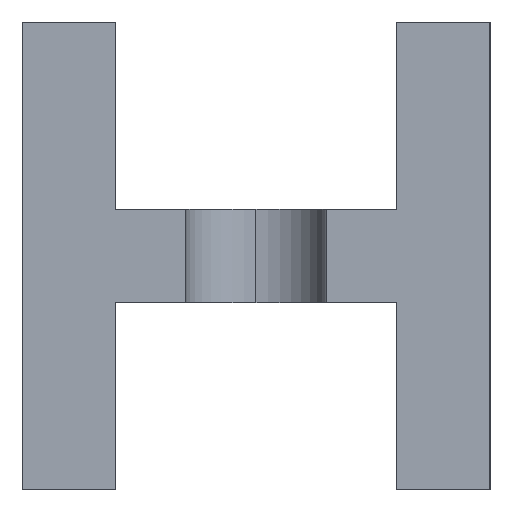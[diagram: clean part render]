
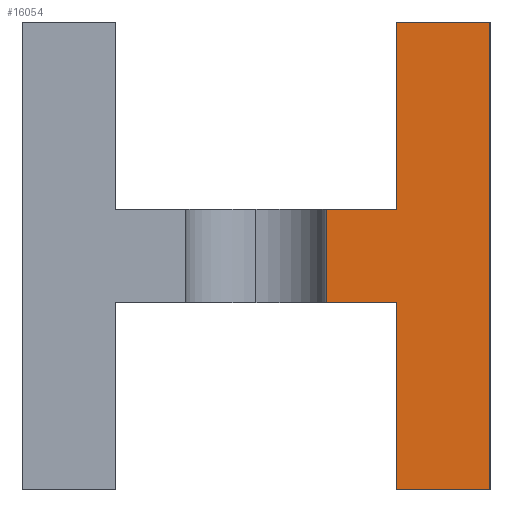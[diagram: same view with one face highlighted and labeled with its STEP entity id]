
A CAD part, left-side view. The second image highlights one B-rep face of the part: STEP entity #16054.
In plain terms, the highlighted planar face has unit normal (-1, 0, 0).
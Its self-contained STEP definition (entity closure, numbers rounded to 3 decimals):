
#422 = LINE ( 'NONE', #21686, #9684 ) ;
#600 = LINE ( 'NONE', #5039, #9875 ) ;
#1337 = CARTESIAN_POINT ( 'NONE',  ( 0., 3.5, 4. ) ) ;
#1769 = DIRECTION ( 'NONE',  ( 0., 0., -1. ) ) ;
#1772 = CARTESIAN_POINT ( 'NONE',  ( 0., 2., 0. ) ) ;
#2007 = DIRECTION ( 'NONE',  ( 0., 1., 0. ) ) ;
#3254 = VECTOR ( 'NONE', #1769, 1000. ) ;
#3321 = CARTESIAN_POINT ( 'NONE',  ( 0., 2., 0. ) ) ;
#3545 = CARTESIAN_POINT ( 'NONE',  ( 0., 2., 6. ) ) ;
#3932 = CARTESIAN_POINT ( 'NONE',  ( 0., 0., 0. ) ) ;
#4364 = DIRECTION ( 'NONE',  ( 0., 0., 1. ) ) ;
#4383 = DIRECTION ( 'NONE',  ( -1., 0., 0. ) ) ;
#4414 = PLANE ( 'NONE',  #20400 ) ;
#4534 = CARTESIAN_POINT ( 'NONE',  ( 0., 0., 0. ) ) ;
#4866 = LINE ( 'NONE', #18300, #13726 ) ;
#4892 = ORIENTED_EDGE ( 'NONE', *, *, #20843, .F. ) ;
#5039 = CARTESIAN_POINT ( 'NONE',  ( 0., 2., 10. ) ) ;
#5306 = DIRECTION ( 'NONE',  ( 0., 0., 1. ) ) ;
#5570 = CARTESIAN_POINT ( 'NONE',  ( 0., 3.5, 6. ) ) ;
#5909 = EDGE_CURVE ( 'NONE', #9314, #22425, #8044, .T. ) ;
#6369 = VERTEX_POINT ( 'NONE', #9061 ) ;
#6463 = VECTOR ( 'NONE', #2007, 1000. ) ;
#6967 = EDGE_LOOP ( 'NONE', ( #9912, #4892, #23555, #18729, #8136, #22416, #12552, #15789 ) ) ;
#7640 = EDGE_CURVE ( 'NONE', #17165, #17949, #17076, .T. ) ;
#7953 = EDGE_CURVE ( 'NONE', #19861, #9314, #9362, .T. ) ;
#8044 = LINE ( 'NONE', #22153, #16272 ) ;
#8136 = ORIENTED_EDGE ( 'NONE', *, *, #24018, .F. ) ;
#8239 = LINE ( 'NONE', #11060, #3254 ) ;
#8874 = CARTESIAN_POINT ( 'NONE',  ( 0., 2., 4. ) ) ;
#9061 = CARTESIAN_POINT ( 'NONE',  ( 0., 0., 10. ) ) ;
#9177 = VERTEX_POINT ( 'NONE', #8874 ) ;
#9314 = VERTEX_POINT ( 'NONE', #5570 ) ;
#9362 = LINE ( 'NONE', #1337, #23609 ) ;
#9684 = VECTOR ( 'NONE', #18006, 1000. ) ;
#9875 = VECTOR ( 'NONE', #5306, 1000. ) ;
#9912 = ORIENTED_EDGE ( 'NONE', *, *, #7953, .F. ) ;
#10836 = DIRECTION ( 'NONE',  ( 0., 1., 0. ) ) ;
#11060 = CARTESIAN_POINT ( 'NONE',  ( 0., 0., 0. ) ) ;
#11184 = LINE ( 'NONE', #23857, #16176 ) ;
#11550 = EDGE_CURVE ( 'NONE', #18132, #6369, #11184, .T. ) ;
#12552 = ORIENTED_EDGE ( 'NONE', *, *, #13796, .F. ) ;
#13366 = CARTESIAN_POINT ( 'NONE',  ( 0., 2., 10. ) ) ;
#13726 = VECTOR ( 'NONE', #10836, 1000. ) ;
#13796 = EDGE_CURVE ( 'NONE', #22425, #18132, #600, .T. ) ;
#13858 = CARTESIAN_POINT ( 'NONE',  ( 0., 3.5, 4. ) ) ;
#15789 = ORIENTED_EDGE ( 'NONE', *, *, #5909, .F. ) ;
#16054 = ADVANCED_FACE ( 'NONE', ( #20275 ), #4414, .T. ) ;
#16176 = VECTOR ( 'NONE', #23942, 1000. ) ;
#16272 = VECTOR ( 'NONE', #21982, 1000. ) ;
#16845 = EDGE_CURVE ( 'NONE', #17949, #9177, #422, .T. ) ;
#17076 = LINE ( 'NONE', #1772, #6463 ) ;
#17165 = VERTEX_POINT ( 'NONE', #3932 ) ;
#17949 = VERTEX_POINT ( 'NONE', #3321 ) ;
#18006 = DIRECTION ( 'NONE',  ( 0., 0., 1. ) ) ;
#18132 = VERTEX_POINT ( 'NONE', #13366 ) ;
#18300 = CARTESIAN_POINT ( 'NONE',  ( 0., 8., 4. ) ) ;
#18729 = ORIENTED_EDGE ( 'NONE', *, *, #7640, .F. ) ;
#19861 = VERTEX_POINT ( 'NONE', #13858 ) ;
#20275 = FACE_OUTER_BOUND ( 'NONE', #6967, .T. ) ;
#20400 = AXIS2_PLACEMENT_3D ( 'NONE', #4534, #4383, #4364 ) ;
#20843 = EDGE_CURVE ( 'NONE', #9177, #19861, #4866, .T. ) ;
#21686 = CARTESIAN_POINT ( 'NONE',  ( 0., 2., 4. ) ) ;
#21982 = DIRECTION ( 'NONE',  ( 0., -1., 0. ) ) ;
#21997 = DIRECTION ( 'NONE',  ( 0., 0., 1. ) ) ;
#22153 = CARTESIAN_POINT ( 'NONE',  ( 0., 2., 6. ) ) ;
#22416 = ORIENTED_EDGE ( 'NONE', *, *, #11550, .F. ) ;
#22425 = VERTEX_POINT ( 'NONE', #3545 ) ;
#23555 = ORIENTED_EDGE ( 'NONE', *, *, #16845, .F. ) ;
#23609 = VECTOR ( 'NONE', #21997, 1000. ) ;
#23857 = CARTESIAN_POINT ( 'NONE',  ( 0., 0., 10. ) ) ;
#23942 = DIRECTION ( 'NONE',  ( 0., -1., 0. ) ) ;
#24018 = EDGE_CURVE ( 'NONE', #6369, #17165, #8239, .T. ) ;
